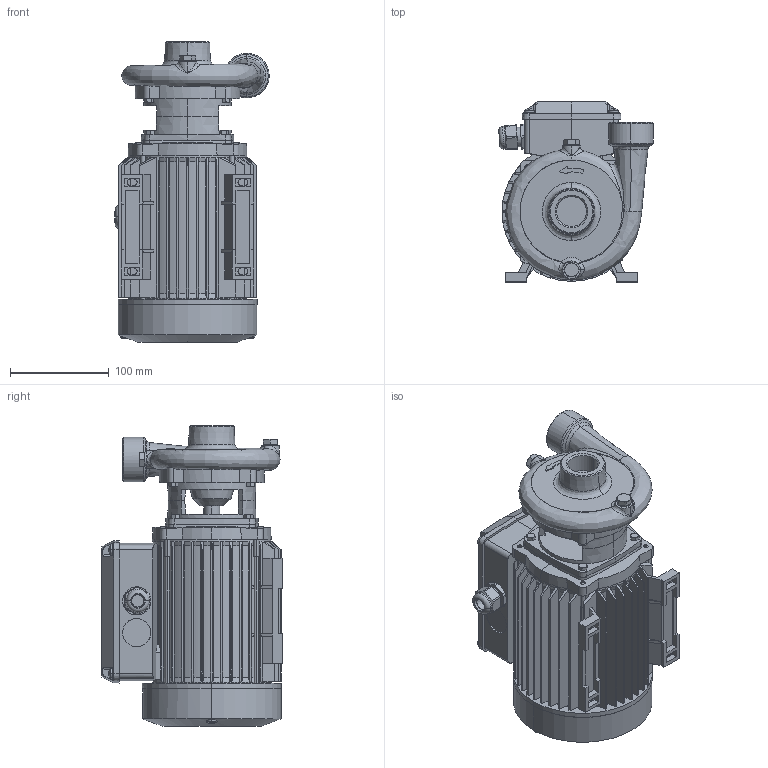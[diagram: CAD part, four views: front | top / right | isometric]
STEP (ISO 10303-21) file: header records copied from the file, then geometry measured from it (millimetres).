
FILE_DESCRIPTION (( 'STEP AP214' ), '1' );
FILE_NAME ('4_93_476_03_REV01.step', '2021-12-17T10:52:36', ( '' ), ( '' ), 'SwSTEP 2.0', 'SolidWorks 2020', '' );
FILE_SCHEMA (( 'AUTOMOTIVE_DESIGN' ));
Length unit declared in the file: millimetre
Products named in the file (1): 4_93_476_03_REV01
Bounding box: 155.94 x 182 x 303.35 mm (x, y, z)
Volume: 3854467.2 mm3; surface area: 347788.6 mm2
Topology: 3 solids, 3 shells, 1227 faces, 3277 edges, 2125 vertices
Faces by surface type: plane 704, cone 228, cylinder 224, bspline 55, sphere 12, torus 4
Entity records: 63810 total; most frequent: CARTESIAN_POINT 34091, ORIENTED_EDGE 6532, DIRECTION 5676, EDGE_CURVE 3266, VERTEX_POINT 2125, AXIS2_PLACEMENT_3D 1925, VECTOR 1826, LINE 1826
